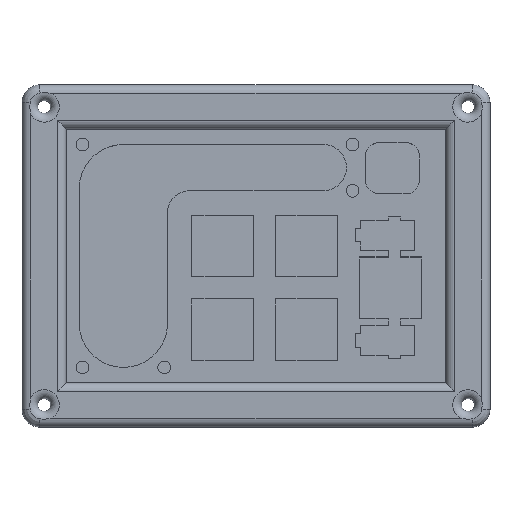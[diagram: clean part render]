
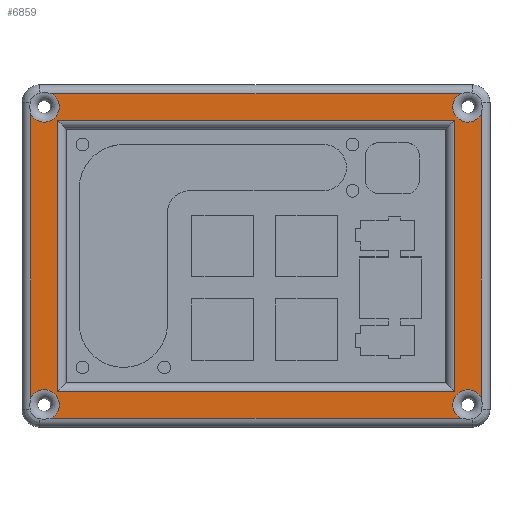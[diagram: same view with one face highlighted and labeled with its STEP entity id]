
A CAD part, top view. The second image highlights one B-rep face of the part: STEP entity #6859.
In plain terms, the highlighted planar face has unit normal (0, 0, 1).
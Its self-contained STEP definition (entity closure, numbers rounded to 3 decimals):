
#124=FACE_BOUND('',#811,.T.);
#224=PLANE('',#7379);
#403=FACE_OUTER_BOUND('',#810,.T.);
#810=EDGE_LOOP('',(#5131,#5132,#5133,#5134,#5135,#5136,#5137,#5138,#5139,
#5140));
#811=EDGE_LOOP('',(#5141,#5142,#5143,#5144));
#1316=LINE('',#10898,#1889);
#1319=LINE('',#10958,#1892);
#1323=LINE('',#11033,#1896);
#1326=LINE('',#11086,#1899);
#1328=LINE('',#11094,#1901);
#1330=LINE('',#11100,#1903);
#1333=LINE('',#11106,#1906);
#1339=LINE('',#11118,#1912);
#1889=VECTOR('',#8583,10.);
#1892=VECTOR('',#8610,10.);
#1896=VECTOR('',#8638,10.);
#1899=VECTOR('',#8667,10.);
#1901=VECTOR('',#8675,10.);
#1903=VECTOR('',#8681,10.);
#1906=VECTOR('',#8688,10.);
#1912=VECTOR('',#8700,10.);
#2277=CIRCLE('',#7328,3.45);
#2283=CIRCLE('',#7337,3.45);
#2287=CIRCLE('',#7341,3.45);
#2292=CIRCLE('',#7349,3.45);
#2300=CIRCLE('',#7360,3.45);
#2304=CIRCLE('',#7364,3.45);
#2878=VERTEX_POINT('',#10852);
#2879=VERTEX_POINT('',#10861);
#2883=VERTEX_POINT('',#10897);
#2887=VERTEX_POINT('',#10916);
#2890=VERTEX_POINT('',#10923);
#2893=VERTEX_POINT('',#10957);
#2898=VERTEX_POINT('',#10977);
#2899=VERTEX_POINT('',#10986);
#2907=VERTEX_POINT('',#11039);
#2910=VERTEX_POINT('',#11046);
#2914=VERTEX_POINT('',#11084);
#2915=VERTEX_POINT('',#11085);
#2918=VERTEX_POINT('',#11093);
#2920=VERTEX_POINT('',#11099);
#3673=EDGE_CURVE('',#2878,#2879,#2277,.T.);
#3679=EDGE_CURVE('',#2879,#2883,#1316,.T.);
#3685=EDGE_CURVE('',#2883,#2887,#2283,.T.);
#3689=EDGE_CURVE('',#2887,#2890,#2287,.T.);
#3694=EDGE_CURVE('',#2890,#2893,#1319,.T.);
#3701=EDGE_CURVE('',#2898,#2899,#2292,.T.);
#3712=EDGE_CURVE('',#2899,#2878,#1323,.T.);
#3715=EDGE_CURVE('',#2893,#2907,#2300,.T.);
#3719=EDGE_CURVE('',#2907,#2910,#2304,.T.);
#3726=EDGE_CURVE('',#2914,#2915,#1326,.T.);
#3730=EDGE_CURVE('',#2915,#2918,#1328,.T.);
#3733=EDGE_CURVE('',#2918,#2920,#1330,.T.);
#3737=EDGE_CURVE('',#2920,#2914,#1333,.T.);
#3743=EDGE_CURVE('',#2910,#2898,#1339,.T.);
#5131=ORIENTED_EDGE('',*,*,#3673,.F.);
#5132=ORIENTED_EDGE('',*,*,#3712,.F.);
#5133=ORIENTED_EDGE('',*,*,#3701,.F.);
#5134=ORIENTED_EDGE('',*,*,#3743,.F.);
#5135=ORIENTED_EDGE('',*,*,#3719,.F.);
#5136=ORIENTED_EDGE('',*,*,#3715,.F.);
#5137=ORIENTED_EDGE('',*,*,#3694,.F.);
#5138=ORIENTED_EDGE('',*,*,#3689,.F.);
#5139=ORIENTED_EDGE('',*,*,#3685,.F.);
#5140=ORIENTED_EDGE('',*,*,#3679,.F.);
#5141=ORIENTED_EDGE('',*,*,#3726,.F.);
#5142=ORIENTED_EDGE('',*,*,#3737,.F.);
#5143=ORIENTED_EDGE('',*,*,#3733,.F.);
#5144=ORIENTED_EDGE('',*,*,#3730,.F.);
#6859=ADVANCED_FACE('',(#403,#124),#224,.T.);
#7328=AXIS2_PLACEMENT_3D('',#10862,#8573,#8574);
#7337=AXIS2_PLACEMENT_3D('',#10917,#8594,#8595);
#7341=AXIS2_PLACEMENT_3D('',#10924,#8602,#8603);
#7349=AXIS2_PLACEMENT_3D('',#10987,#8621,#8622);
#7360=AXIS2_PLACEMENT_3D('',#11040,#8646,#8647);
#7364=AXIS2_PLACEMENT_3D('',#11047,#8654,#8655);
#7379=AXIS2_PLACEMENT_3D('',#11117,#8698,#8699);
#8573=DIRECTION('center_axis',(0.,0.,1.));
#8574=DIRECTION('ref_axis',(1.,0.,0.));
#8583=DIRECTION('',(-1.,0.,0.));
#8594=DIRECTION('center_axis',(0.,0.,1.));
#8595=DIRECTION('ref_axis',(1.,0.,0.));
#8602=DIRECTION('center_axis',(0.,0.,1.));
#8603=DIRECTION('ref_axis',(1.,0.,0.));
#8610=DIRECTION('',(0.,1.,0.));
#8621=DIRECTION('center_axis',(0.,0.,1.));
#8622=DIRECTION('ref_axis',(1.,0.,0.));
#8638=DIRECTION('',(0.,-1.,0.));
#8646=DIRECTION('center_axis',(0.,0.,1.));
#8647=DIRECTION('ref_axis',(1.,0.,0.));
#8654=DIRECTION('center_axis',(0.,0.,1.));
#8655=DIRECTION('ref_axis',(1.,0.,0.));
#8667=DIRECTION('',(-1.,0.,0.));
#8675=DIRECTION('',(0.,-1.,0.));
#8681=DIRECTION('',(1.,0.,0.));
#8688=DIRECTION('',(0.,1.,0.));
#8698=DIRECTION('center_axis',(0.,0.,1.));
#8699=DIRECTION('ref_axis',(1.,0.,0.));
#8700=DIRECTION('',(1.,0.,0.));
#10852=CARTESIAN_POINT('',(94.,-3.296,19.));
#10861=CARTESIAN_POINT('',(89.296,-8.,19.));
#10862=CARTESIAN_POINT('Origin',(91.,-5.,19.));
#10897=CARTESIAN_POINT('',(-3.296,-8.,19.));
#10898=CARTESIAN_POINT('',(16.5,-8.,19.));
#10916=CARTESIAN_POINT('',(-1.55,-5.,19.));
#10917=CARTESIAN_POINT('Origin',(-5.,-5.,19.));
#10923=CARTESIAN_POINT('',(-8.,-3.296,19.));
#10924=CARTESIAN_POINT('Origin',(-5.,-5.,19.));
#10957=CARTESIAN_POINT('',(-8.,60.796,19.));
#10958=CARTESIAN_POINT('',(-8.,48.125,19.));
#10977=CARTESIAN_POINT('',(89.296,65.5,19.));
#10986=CARTESIAN_POINT('',(94.,60.796,19.));
#10987=CARTESIAN_POINT('Origin',(91.,62.5,19.));
#11033=CARTESIAN_POINT('',(94.,9.375,19.));
#11039=CARTESIAN_POINT('',(-1.55,62.5,19.));
#11040=CARTESIAN_POINT('Origin',(-5.,62.5,19.));
#11046=CARTESIAN_POINT('',(-3.296,65.5,19.));
#11047=CARTESIAN_POINT('Origin',(-5.,62.5,19.));
#11084=CARTESIAN_POINT('',(88.,59.5,19.));
#11085=CARTESIAN_POINT('',(-2.,59.5,19.));
#11086=CARTESIAN_POINT('',(21.5,59.5,19.));
#11093=CARTESIAN_POINT('',(-2.,-2.,19.));
#11094=CARTESIAN_POINT('',(-2.,14.375,19.));
#11099=CARTESIAN_POINT('',(88.,-2.,19.));
#11100=CARTESIAN_POINT('',(64.5,-2.,19.));
#11106=CARTESIAN_POINT('',(88.,43.125,19.));
#11117=CARTESIAN_POINT('Origin',(43.,28.75,19.));
#11118=CARTESIAN_POINT('',(69.5,65.5,19.));
